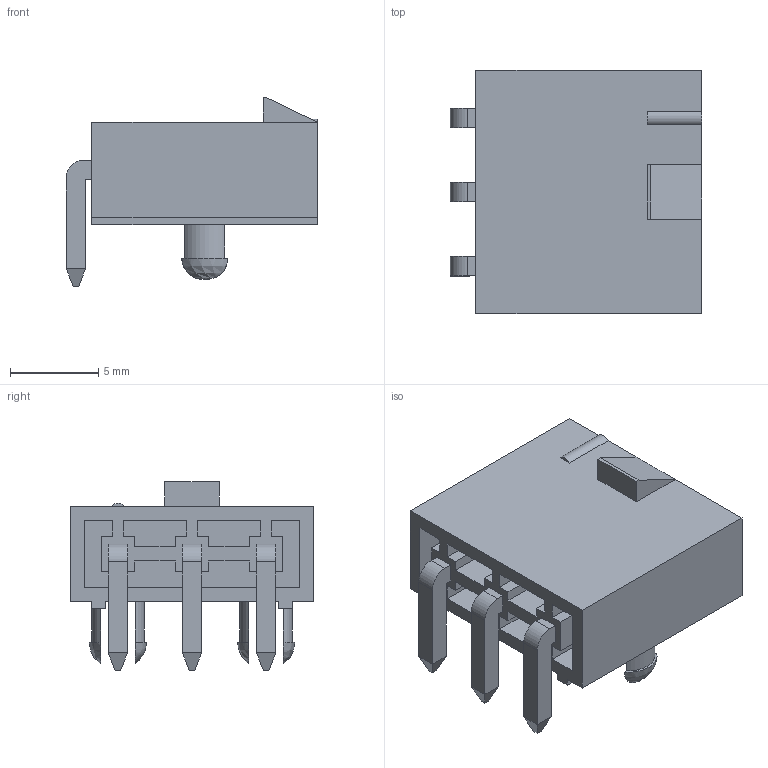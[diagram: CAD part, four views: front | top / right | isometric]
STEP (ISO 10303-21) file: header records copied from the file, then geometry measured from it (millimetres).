
FILE_DESCRIPTION( ( 'Unknown' ), '1' );
FILE_NAME( '649003127222.stp', 'Unknown', ( 'Unknown' ), ( 'Unknown' ), 'PSStep 14.0', 'Unknown', ' ' );
FILE_SCHEMA( ( 'AUTOMOTIVE_DESIGN { 1 0 10303 214 1 1 1 1 }' ) );
Length unit declared in the file: millimetre
Products named in the file (3): Assem1; 6490xx127222_PIN; 649003127222
Assembly tree (4 placements, depth 2):
  Assem1
    6490xx127222_PIN  x3
    649003127222
Bounding box: 14.25 x 13.8 x 10.7 mm (x, y, z)
Volume: 543.8 mm3; surface area: 1603.9 mm2
Topology: 4 solids, 4 shells, 173 faces, 434 edges, 282 vertices
Faces by surface type: plane 161, cylinder 8, bspline 4
Entity records: 6358 total; most frequent: CARTESIAN_POINT 1792, ORIENTED_EDGE 720, DIRECTION 640, EDGE_CURVE 360, LINE 332, VECTOR 332, VERTEX_POINT 238, EDGE_LOOP 158
